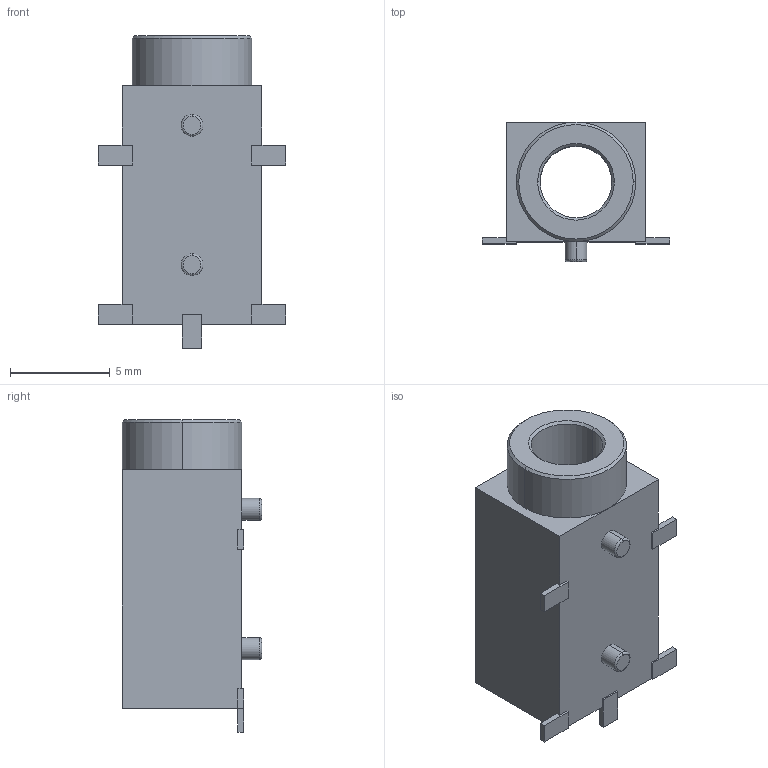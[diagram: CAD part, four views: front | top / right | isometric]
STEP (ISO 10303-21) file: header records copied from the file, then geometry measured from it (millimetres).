
FILE_DESCRIPTION (( 'STEP AP214' ), '1' );
FILE_NAME ('SJ2-3514A.STEP', '2024-02-19T17:22:16', ( '' ), ( '' ), 'SwSTEP 2.0', 'SolidWorks 2020', '' );
FILE_SCHEMA (( 'AUTOMOTIVE_DESIGN' ));
Length unit declared in the file: millimetre
Products named in the file (1): SJ2-3514A
Bounding box: 9.4 x 7 x 15.7 mm (x, y, z)
Volume: 430.8 mm3; surface area: 608.3 mm2
Topology: 1 solids, 1 shells, 54 faces, 140 edges, 90 vertices
Faces by surface type: plane 38, cylinder 8, torus 4, cone 4
Entity records: 2244 total; most frequent: CARTESIAN_POINT 285, DIRECTION 280, ORIENTED_EDGE 280, EDGE_CURVE 140, VECTOR 110, LINE 110, VERTEX_POINT 90, AXIS2_PLACEMENT_3D 85
